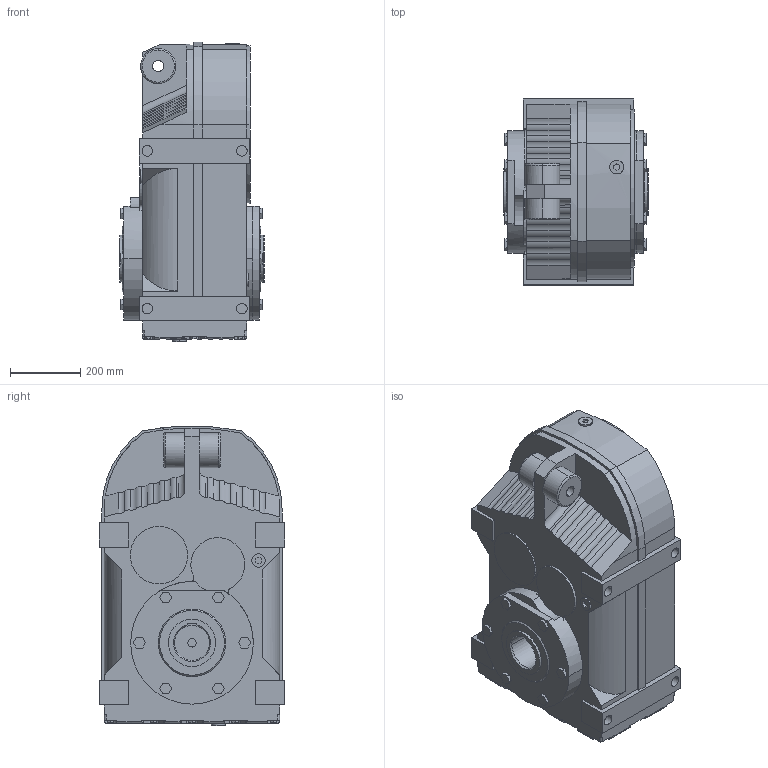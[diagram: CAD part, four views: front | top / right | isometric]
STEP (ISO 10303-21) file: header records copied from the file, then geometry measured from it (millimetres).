
FILE_DESCRIPTION(('STEP AP214'),'1');
FILE_NAME('cctmp_BA6E9326-6759-47EA-A608-3E15B94AA04B_2022_07_07_16_01_38_0401..stp','2022-07-07T14:01:38',('SEW-EURODRIVE GmbH & Co KG'),('CADClick - www.CADClick.com'),'Spatial InterOp 3D postprocessed',' ','unknown authorization');
FILE_SCHEMA(('AUTOMOTIVE_DESIGN'));
Length unit declared in the file: millimetre
Products named in the file (1): 2022_07_07_16_01_38_0385
Bounding box: 413 x 530 x 854.43 mm (x, y, z)
Volume: 119700011.7 mm3; surface area: 2089425.5 mm2
Topology: 1 solids, 22 shells, 653 faces, 1637 edges, 1085 vertices
Faces by surface type: plane 411, cylinder 206, bspline 22, cone 10, torus 4
Entity records: 22277 total; most frequent: CARTESIAN_POINT 4597, ORIENTED_EDGE 3274, DIRECTION 3190, EDGE_CURVE 1637, LINE 1098, VECTOR 1098, VERTEX_POINT 1085, AXIS2_PLACEMENT_3D 1046
